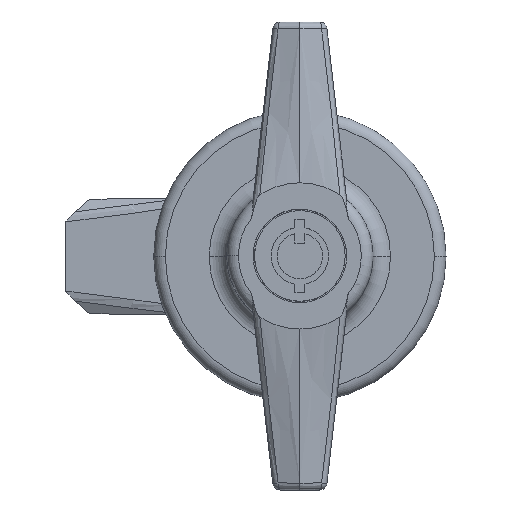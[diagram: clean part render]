
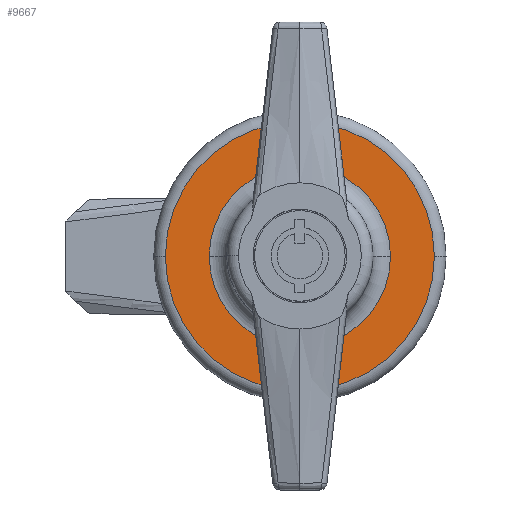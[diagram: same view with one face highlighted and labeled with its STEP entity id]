
A CAD part, top view. The second image highlights one B-rep face of the part: STEP entity #9667.
In plain terms, the highlighted face is planar.
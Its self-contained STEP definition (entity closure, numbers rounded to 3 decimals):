
#205 = PLANE ( 'NONE',  #5597 ) ;
#206 = CARTESIAN_POINT ( 'NONE',  ( 9.5, 23., 0. ) ) ;
#207 = DIRECTION ( 'NONE',  ( 1., 0., 0. ) ) ;
#208 = DIRECTION ( 'NONE',  ( 0., 0., -1. ) ) ;
#1059 = CARTESIAN_POINT ( 'NONE',  ( 9.5, 0., 0. ) ) ;
#1060 = DIRECTION ( 'NONE',  ( -1., 0., 0. ) ) ;
#1061 = DIRECTION ( 'NONE',  ( 0., 0., 1. ) ) ;
#1062 = CARTESIAN_POINT ( 'NONE',  ( 9.5, 0., 0. ) ) ;
#1063 = DIRECTION ( 'NONE',  ( -1., 0., 0. ) ) ;
#1064 = DIRECTION ( 'NONE',  ( 0., 0., 1. ) ) ;
#3949 = EDGE_LOOP ( 'NONE', ( #4967, #4968 ) ) ;
#3950 = EDGE_LOOP ( 'NONE', ( #4969, #4970 ) ) ;
#4317 = VERTEX_POINT ( 'NONE', #4629 ) ;
#4318 = VERTEX_POINT ( 'NONE', #4630 ) ;
#4323 = VERTEX_POINT ( 'NONE', #4635 ) ;
#4328 = VERTEX_POINT ( 'NONE', #4640 ) ;
#4422 = CIRCLE ( 'NONE', #10227, 15.5 ) ;
#4423 = CIRCLE ( 'NONE', #10228, 23. ) ;
#4629 = CARTESIAN_POINT ( 'NONE',  ( 9.5, 0., -15.5 ) ) ;
#4630 = CARTESIAN_POINT ( 'NONE',  ( 9.5, 0., 15.5 ) ) ;
#4635 = CARTESIAN_POINT ( 'NONE',  ( 9.5, 0., 23. ) ) ;
#4640 = CARTESIAN_POINT ( 'NONE',  ( 9.5, 0., -23. ) ) ;
#4967 = ORIENTED_EDGE ( 'NONE', *, *, #7334, .F. ) ;
#4968 = ORIENTED_EDGE ( 'NONE', *, *, #10928, .F. ) ;
#4969 = ORIENTED_EDGE ( 'NONE', *, *, #10929, .T. ) ;
#4970 = ORIENTED_EDGE ( 'NONE', *, *, #7335, .T. ) ;
#5591 = FACE_BOUND ( 'NONE', #3949, .T. ) ;
#5595 = FACE_OUTER_BOUND ( 'NONE', #3950, .T. ) ;
#5597 = AXIS2_PLACEMENT_3D ( 'NONE', #206, #207, #208 ) ;
#7334 = EDGE_CURVE ( 'NONE', #4318, #4317, #4422, .T. ) ;
#7335 = EDGE_CURVE ( 'NONE', #4328, #4323, #4423, .T. ) ;
#9308 = CIRCLE ( 'NONE', #9449, 15.5 ) ;
#9309 = CIRCLE ( 'NONE', #9445, 23. ) ;
#9445 = AXIS2_PLACEMENT_3D ( 'NONE', #11800, #11801, #11802 ) ;
#9449 = AXIS2_PLACEMENT_3D ( 'NONE', #11797, #11798, #11799 ) ;
#9667 = ADVANCED_FACE ( 'NONE', ( #5591, #5595 ), #205, .F. ) ;
#10227 = AXIS2_PLACEMENT_3D ( 'NONE', #1059, #1060, #1061 ) ;
#10228 = AXIS2_PLACEMENT_3D ( 'NONE', #1062, #1063, #1064 ) ;
#10928 = EDGE_CURVE ( 'NONE', #4317, #4318, #9308, .T. ) ;
#10929 = EDGE_CURVE ( 'NONE', #4323, #4328, #9309, .T. ) ;
#11797 = CARTESIAN_POINT ( 'NONE',  ( 9.5, 0., 0. ) ) ;
#11798 = DIRECTION ( 'NONE',  ( -1., 0., 0. ) ) ;
#11799 = DIRECTION ( 'NONE',  ( 0., 0., 1. ) ) ;
#11800 = CARTESIAN_POINT ( 'NONE',  ( 9.5, 0., 0. ) ) ;
#11801 = DIRECTION ( 'NONE',  ( -1., 0., 0. ) ) ;
#11802 = DIRECTION ( 'NONE',  ( 0., 0., 1. ) ) ;
